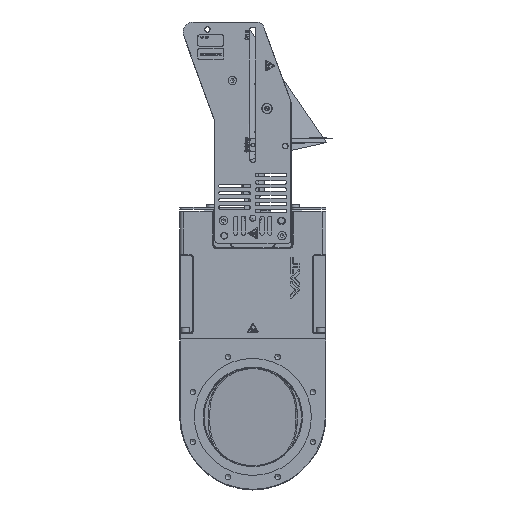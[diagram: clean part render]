
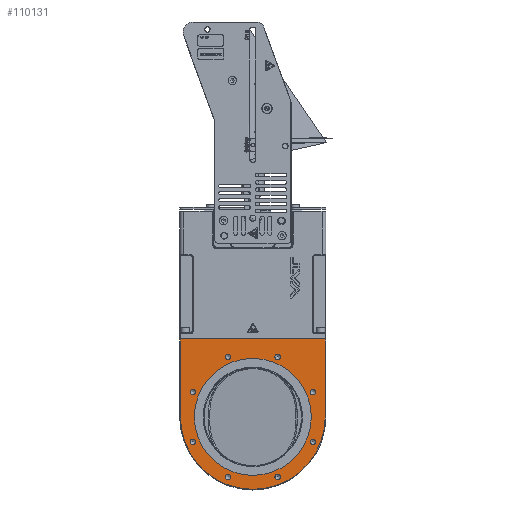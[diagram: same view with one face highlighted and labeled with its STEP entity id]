
A CAD part, front view. The second image highlights one B-rep face of the part: STEP entity #110131.
In plain terms, the highlighted planar face has unit normal (0, -1, 0).
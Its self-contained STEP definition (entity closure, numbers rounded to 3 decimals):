
#108199=CARTESIAN_POINT('',(-111.5,-45.908,120.));
#108200=VERTEX_POINT('',#108199);
#108207=CARTESIAN_POINT('',(111.5,-45.908,120.));
#108208=VERTEX_POINT('',#108207);
#108209=CARTESIAN_POINT('',(111.5,-45.908,120.));
#108210=DIRECTION('',(-1.,0.,-0.));
#108211=VECTOR('',#108210,223.);
#108212=LINE('',#108209,#108211);
#108213=EDGE_CURVE('',#108208,#108200,#108212,.T.);
#109928=CARTESIAN_POINT('',(90.,-45.908,0.));
#109929=VERTEX_POINT('',#109928);
#109930=CARTESIAN_POINT('',(-0.,-45.908,0.));
#109931=DIRECTION('',(-0.,-1.,0.));
#109932=DIRECTION('',(1.,-0.,0.));
#109933=AXIS2_PLACEMENT_3D('',#109930,#109931,#109932);
#109934=CIRCLE('',#109933,90.);
#109935=EDGE_CURVE('',#109929,#109929,#109934,.T.);
#110009=CARTESIAN_POINT('',(-0.,-45.908,0.));
#110010=DIRECTION('',(-0.,-1.,0.));
#110011=DIRECTION('',(1.,-0.,0.));
#110012=AXIS2_PLACEMENT_3D('',#110009,#110010,#110011);
#110013=PLANE('',#110012);
#110014=ORIENTED_EDGE('',*,*,#109935,.F.);
#110015=EDGE_LOOP('',(#110014));
#110016=FACE_BOUND('',#110015,.T.);
#110017=CARTESIAN_POINT('',(95.393,-45.908,35.263));
#110018=VERTEX_POINT('',#110017);
#110019=CARTESIAN_POINT('',(92.388,-45.908,38.268));
#110020=DIRECTION('',(-0.,-1.,0.));
#110021=DIRECTION('',(0.707,-0.,-0.707));
#110022=AXIS2_PLACEMENT_3D('',#110019,#110020,#110021);
#110023=CIRCLE('',#110022,4.25);
#110024=EDGE_CURVE('',#110018,#110018,#110023,.T.);
#110025=ORIENTED_EDGE('',*,*,#110024,.F.);
#110026=EDGE_LOOP('',(#110025));
#110027=FACE_BOUND('',#110026,.T.);
#110028=CARTESIAN_POINT('',(92.388,-45.908,-42.518));
#110029=VERTEX_POINT('',#110028);
#110030=CARTESIAN_POINT('',(92.388,-45.908,-38.268));
#110031=DIRECTION('',(-0.,-1.,0.));
#110032=DIRECTION('',(-0.,-0.,-1.));
#110033=AXIS2_PLACEMENT_3D('',#110030,#110031,#110032);
#110034=CIRCLE('',#110033,4.25);
#110035=EDGE_CURVE('',#110029,#110029,#110034,.T.);
#110036=ORIENTED_EDGE('',*,*,#110035,.F.);
#110037=EDGE_LOOP('',(#110036));
#110038=FACE_BOUND('',#110037,.T.);
#110039=CARTESIAN_POINT('',(35.263,-45.908,-95.393));
#110040=VERTEX_POINT('',#110039);
#110041=CARTESIAN_POINT('',(38.268,-45.908,-92.388));
#110042=DIRECTION('',(-0.,-1.,0.));
#110043=DIRECTION('',(-0.707,0.,-0.707));
#110044=AXIS2_PLACEMENT_3D('',#110041,#110042,#110043);
#110045=CIRCLE('',#110044,4.25);
#110046=EDGE_CURVE('',#110040,#110040,#110045,.T.);
#110047=ORIENTED_EDGE('',*,*,#110046,.F.);
#110048=EDGE_LOOP('',(#110047));
#110049=FACE_BOUND('',#110048,.T.);
#110050=CARTESIAN_POINT('',(-42.518,-45.908,-92.388));
#110051=VERTEX_POINT('',#110050);
#110052=CARTESIAN_POINT('',(-38.268,-45.908,-92.388));
#110053=DIRECTION('',(-0.,-1.,0.));
#110054=DIRECTION('',(-1.,0.,0.));
#110055=AXIS2_PLACEMENT_3D('',#110052,#110053,#110054);
#110056=CIRCLE('',#110055,4.25);
#110057=EDGE_CURVE('',#110051,#110051,#110056,.T.);
#110058=ORIENTED_EDGE('',*,*,#110057,.F.);
#110059=EDGE_LOOP('',(#110058));
#110060=FACE_BOUND('',#110059,.T.);
#110061=CARTESIAN_POINT('',(-95.393,-45.908,-35.263));
#110062=VERTEX_POINT('',#110061);
#110063=CARTESIAN_POINT('',(-92.388,-45.908,-38.268));
#110064=DIRECTION('',(-0.,-1.,0.));
#110065=DIRECTION('',(-0.707,0.,0.707));
#110066=AXIS2_PLACEMENT_3D('',#110063,#110064,#110065);
#110067=CIRCLE('',#110066,4.25);
#110068=EDGE_CURVE('',#110062,#110062,#110067,.T.);
#110069=ORIENTED_EDGE('',*,*,#110068,.F.);
#110070=EDGE_LOOP('',(#110069));
#110071=FACE_BOUND('',#110070,.T.);
#110072=CARTESIAN_POINT('',(-92.388,-45.908,42.518));
#110073=VERTEX_POINT('',#110072);
#110074=CARTESIAN_POINT('',(-92.388,-45.908,38.268));
#110075=DIRECTION('',(-0.,-1.,0.));
#110076=DIRECTION('',(0.,0.,1.));
#110077=AXIS2_PLACEMENT_3D('',#110074,#110075,#110076);
#110078=CIRCLE('',#110077,4.25);
#110079=EDGE_CURVE('',#110073,#110073,#110078,.T.);
#110080=ORIENTED_EDGE('',*,*,#110079,.F.);
#110081=EDGE_LOOP('',(#110080));
#110082=FACE_BOUND('',#110081,.T.);
#110083=CARTESIAN_POINT('',(-35.263,-45.908,95.393));
#110084=VERTEX_POINT('',#110083);
#110085=CARTESIAN_POINT('',(-38.268,-45.908,92.388));
#110086=DIRECTION('',(-0.,-1.,0.));
#110087=DIRECTION('',(0.707,-0.,0.707));
#110088=AXIS2_PLACEMENT_3D('',#110085,#110086,#110087);
#110089=CIRCLE('',#110088,4.25);
#110090=EDGE_CURVE('',#110084,#110084,#110089,.T.);
#110091=ORIENTED_EDGE('',*,*,#110090,.F.);
#110092=EDGE_LOOP('',(#110091));
#110093=FACE_BOUND('',#110092,.T.);
#110094=CARTESIAN_POINT('',(34.018,-45.908,92.388));
#110095=VERTEX_POINT('',#110094);
#110096=CARTESIAN_POINT('',(38.268,-45.908,92.388));
#110097=DIRECTION('',(0.,1.,-0.));
#110098=DIRECTION('',(-1.,0.,-0.));
#110099=AXIS2_PLACEMENT_3D('',#110096,#110097,#110098);
#110100=CIRCLE('',#110099,4.25);
#110101=EDGE_CURVE('',#110095,#110095,#110100,.T.);
#110102=ORIENTED_EDGE('',*,*,#110101,.T.);
#110103=EDGE_LOOP('',(#110102));
#110104=FACE_BOUND('',#110103,.T.);
#110105=CARTESIAN_POINT('',(-111.5,-45.908,0.));
#110106=VERTEX_POINT('',#110105);
#110107=CARTESIAN_POINT('',(111.5,-45.908,0.));
#110108=VERTEX_POINT('',#110107);
#110109=CARTESIAN_POINT('',(-0.,-45.908,0.));
#110110=DIRECTION('',(-0.,-1.,0.));
#110111=DIRECTION('',(1.,-0.,0.));
#110112=AXIS2_PLACEMENT_3D('',#110109,#110110,#110111);
#110113=CIRCLE('',#110112,111.5);
#110114=EDGE_CURVE('',#110106,#110108,#110113,.T.);
#110115=ORIENTED_EDGE('',*,*,#110114,.T.);
#110116=CARTESIAN_POINT('',(111.5,-45.908,0.));
#110117=DIRECTION('',(-0.,0.,1.));
#110118=VECTOR('',#110117,120.);
#110119=LINE('',#110116,#110118);
#110120=EDGE_CURVE('',#110108,#108208,#110119,.T.);
#110121=ORIENTED_EDGE('',*,*,#110120,.T.);
#110122=ORIENTED_EDGE('',*,*,#108213,.T.);
#110123=CARTESIAN_POINT('',(-111.5,-45.908,120.));
#110124=DIRECTION('',(0.,-0.,-1.));
#110125=VECTOR('',#110124,120.);
#110126=LINE('',#110123,#110125);
#110127=EDGE_CURVE('',#108200,#110106,#110126,.T.);
#110128=ORIENTED_EDGE('',*,*,#110127,.T.);
#110129=EDGE_LOOP('',(#110115,#110121,#110122,#110128));
#110130=FACE_BOUND('',#110129,.T.);
#110131=ADVANCED_FACE('',(#110016,#110027,#110038,#110049,#110060,#110071,#110082,#110093,#110104,#110130),#110013,.T.);
